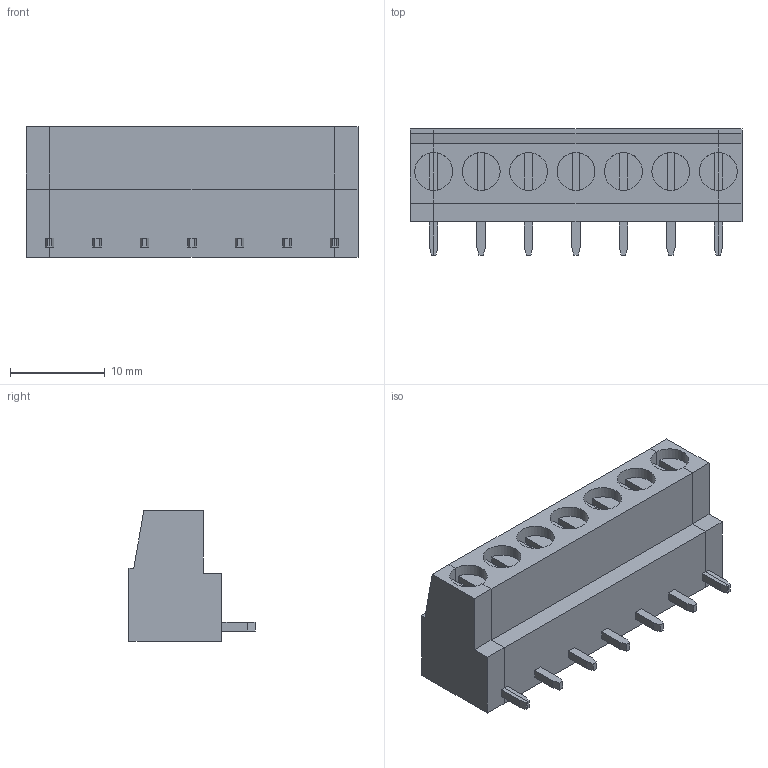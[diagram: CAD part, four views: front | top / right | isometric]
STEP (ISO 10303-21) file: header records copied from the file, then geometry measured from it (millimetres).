
FILE_DESCRIPTION( ( 'Unknown' ), '1' );
FILE_NAME( '691242700007.stp', 'Unknown', ( 'Unknown' ), ( 'Unknown' ), 'PSStep 18.0.17', 'Unknown', ' ' );
FILE_SCHEMA( ( 'AUTOMOTIVE_DESIGN { 1 0 10303 214 1 1 1 1 }' ) );
Length unit declared in the file: millimetre
Products named in the file (4): Assem1; 6912427000xx_DX; 6912427000xx_SX; 691242700007
Assembly tree (3 placements, depth 2):
  Assem1
    6912427000xx_DX
    6912427000xx_SX
    691242700007
Bounding box: 35 x 13.3 x 13.8 mm (x, y, z)
Volume: 3517.3 mm3; surface area: 3006.8 mm2
Topology: 3 solids, 3 shells, 281 faces, 737 edges, 482 vertices
Faces by surface type: plane 272, cylinder 9
Full cylindrical faces by diameter (mm): 4 x5
Entity records: 10716 total; most frequent: CARTESIAN_POINT 1489, ORIENTED_EDGE 1454, DIRECTION 1338, EDGE_CURVE 727, LINE 686, VECTOR 686, VERTEX_POINT 477, AXIS2_PLACEMENT_3D 326
